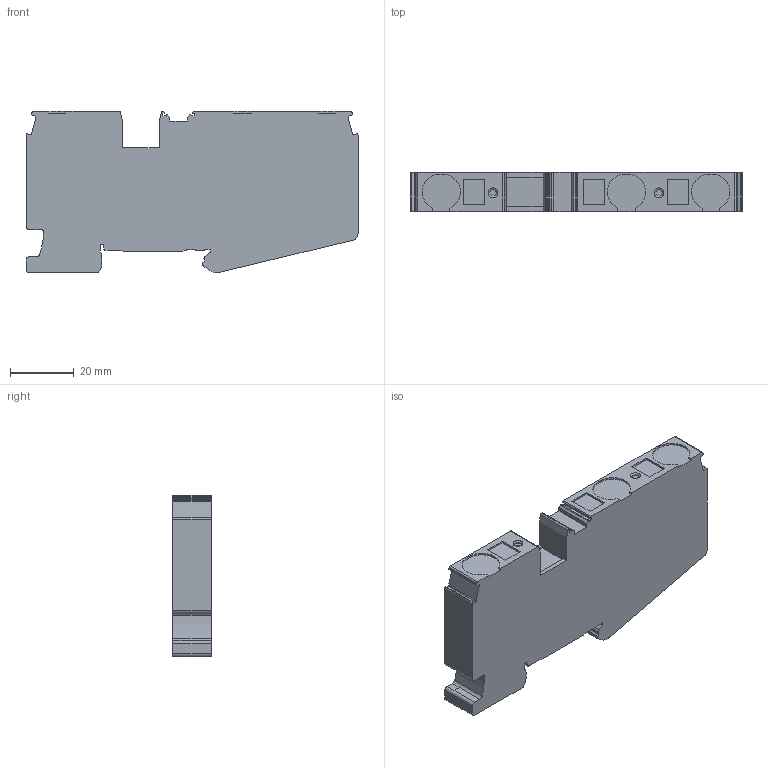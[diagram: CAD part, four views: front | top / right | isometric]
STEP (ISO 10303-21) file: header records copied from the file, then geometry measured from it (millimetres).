
FILE_DESCRIPTION( ( 'Unknown' ), '1' );
FILE_NAME( 'DPTN16-PE 簡易3D-20230208.stp', 'Unknown', ( 'Unknown' ), ( 'Unknown' ), 'XStep 1.0', 'Unknown', ' ' );
FILE_SCHEMA( ( 'automotive_design' ) );
Length unit declared in the file: millimetre
Products named in the file (1): DPTN16-3-PE-M01_20170505(
Bounding box: 104.01 x 12.2 x 50.6 mm (x, y, z)
Volume: 55370.4 mm3; surface area: 13627.9 mm2
Topology: 1 solids, 1 shells, 162 faces, 464 edges, 309 vertices
Faces by surface type: plane 106, cylinder 54, torus 2
Full cylindrical faces by diameter (mm): 2.1 x2
Entity records: 6563 total; most frequent: CARTESIAN_POINT 937, ORIENTED_EDGE 916, DIRECTION 889, EDGE_CURVE 458, LINE 343, VECTOR 343, VERTEX_POINT 307, AXIS2_PLACEMENT_3D 273
